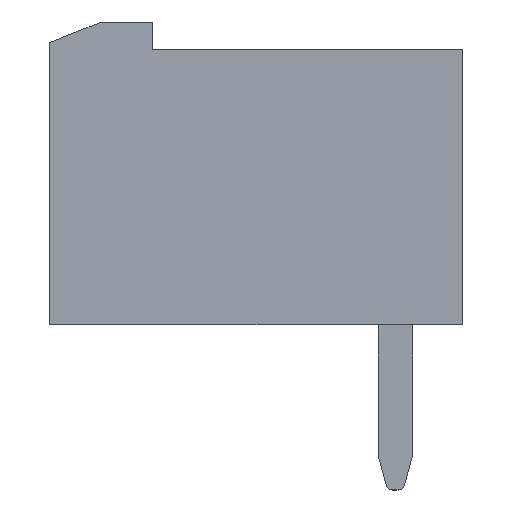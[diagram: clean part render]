
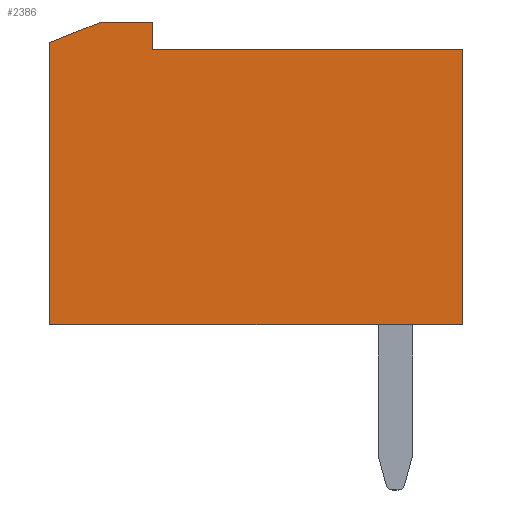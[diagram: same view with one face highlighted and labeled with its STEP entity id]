
A CAD part, left-side view. The second image highlights one B-rep face of the part: STEP entity #2386.
In plain terms, the highlighted planar face has unit normal (-1, 0, 0).
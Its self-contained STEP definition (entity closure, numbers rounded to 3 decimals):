
#146 = ORIENTED_EDGE ( 'NONE', *, *, #1456, .T. ) ;
#347 = DIRECTION ( 'NONE',  ( 0., 1., 0. ) ) ;
#365 = CARTESIAN_POINT ( 'NONE',  ( -0.705, 0., 0. ) ) ;
#671 = DIRECTION ( 'NONE',  ( 0., 0., -1. ) ) ;
#675 = VERTEX_POINT ( 'NONE', #8214 ) ;
#696 = ORIENTED_EDGE ( 'NONE', *, *, #3584, .T. ) ;
#725 = CARTESIAN_POINT ( 'NONE',  ( -0.705, 12., 0.2 ) ) ;
#1182 = VERTEX_POINT ( 'NONE', #5029 ) ;
#1208 = VECTOR ( 'NONE', #2530, 1000. ) ;
#1231 = LINE ( 'NONE', #2134, #1208 ) ;
#1419 = CARTESIAN_POINT ( 'NONE',  ( -0.705, 9.01, 0.8 ) ) ;
#1428 = ORIENTED_EDGE ( 'NONE', *, *, #1898, .T. ) ;
#1456 = EDGE_CURVE ( 'NONE', #2854, #4815, #5614, .T. ) ;
#1493 = VERTEX_POINT ( 'NONE', #2362 ) ;
#1612 = ORIENTED_EDGE ( 'NONE', *, *, #2267, .T. ) ;
#1700 = VECTOR ( 'NONE', #6040, 1000. ) ;
#1724 = LINE ( 'NONE', #6071, #1700 ) ;
#1752 = DIRECTION ( 'NONE',  ( 0., 0.928, -0.371 ) ) ;
#1898 = EDGE_CURVE ( 'NONE', #6184, #675, #4971, .T. ) ;
#2134 = CARTESIAN_POINT ( 'NONE',  ( -0.705, 9.01, 0. ) ) ;
#2176 = VECTOR ( 'NONE', #347, 1000. ) ;
#2184 = LINE ( 'NONE', #365, #2176 ) ;
#2267 = EDGE_CURVE ( 'NONE', #4815, #3074, #4326, .T. ) ;
#2321 = ORIENTED_EDGE ( 'NONE', *, *, #4036, .T. ) ;
#2362 = CARTESIAN_POINT ( 'NONE',  ( -0.705, 9.01, 0. ) ) ;
#2386 = ADVANCED_FACE ( 'NONE', ( #4039 ), #6933, .T. ) ;
#2490 = DIRECTION ( 'NONE',  ( 0., 1., 0. ) ) ;
#2499 = CARTESIAN_POINT ( 'NONE',  ( -0.705, 9.01, 0.8 ) ) ;
#2530 = DIRECTION ( 'NONE',  ( 0., 0., 1. ) ) ;
#2837 = EDGE_LOOP ( 'NONE', ( #5470, #1428, #2321, #696, #3733, #146, #1612 ) ) ;
#2854 = VERTEX_POINT ( 'NONE', #1419 ) ;
#3074 = VERTEX_POINT ( 'NONE', #6282 ) ;
#3114 = CARTESIAN_POINT ( 'NONE',  ( -0.705, 12., -8. ) ) ;
#3122 = DIRECTION ( 'NONE',  ( 0., -1., 0. ) ) ;
#3584 = EDGE_CURVE ( 'NONE', #1182, #1493, #2184, .T. ) ;
#3733 = ORIENTED_EDGE ( 'NONE', *, *, #4511, .T. ) ;
#4036 = EDGE_CURVE ( 'NONE', #675, #1182, #1724, .T. ) ;
#4039 = FACE_OUTER_BOUND ( 'NONE', #2837, .T. ) ;
#4040 = CARTESIAN_POINT ( 'NONE',  ( -0.705, 12., -8. ) ) ;
#4312 = VECTOR ( 'NONE', #1752, 1000. ) ;
#4326 = LINE ( 'NONE', #5564, #4312 ) ;
#4482 = VECTOR ( 'NONE', #671, 1000. ) ;
#4490 = LINE ( 'NONE', #725, #4482 ) ;
#4511 = EDGE_CURVE ( 'NONE', #1493, #2854, #1231, .T. ) ;
#4815 = VERTEX_POINT ( 'NONE', #8349 ) ;
#4971 = LINE ( 'NONE', #3114, #5054 ) ;
#5029 = CARTESIAN_POINT ( 'NONE',  ( -0.705, 0., 0. ) ) ;
#5054 = VECTOR ( 'NONE', #3122, 1000. ) ;
#5470 = ORIENTED_EDGE ( 'NONE', *, *, #6927, .T. ) ;
#5564 = CARTESIAN_POINT ( 'NONE',  ( -0.705, 10.5, 0.8 ) ) ;
#5614 = LINE ( 'NONE', #2499, #5667 ) ;
#5667 = VECTOR ( 'NONE', #2490, 1000. ) ;
#6040 = DIRECTION ( 'NONE',  ( 0., 0., 1. ) ) ;
#6071 = CARTESIAN_POINT ( 'NONE',  ( -0.705, 0., -8. ) ) ;
#6184 = VERTEX_POINT ( 'NONE', #4040 ) ;
#6282 = CARTESIAN_POINT ( 'NONE',  ( -0.705, 12., 0.2 ) ) ;
#6927 = EDGE_CURVE ( 'NONE', #3074, #6184, #4490, .T. ) ;
#6933 = PLANE ( 'NONE',  #8229 ) ;
#7271 = DIRECTION ( 'NONE',  ( -1., 0., 0. ) ) ;
#7291 = DIRECTION ( 'NONE',  ( 0., 0., 1. ) ) ;
#7688 = CARTESIAN_POINT ( 'NONE',  ( -0.705, 0., 0. ) ) ;
#8214 = CARTESIAN_POINT ( 'NONE',  ( -0.705, 0., -8. ) ) ;
#8229 = AXIS2_PLACEMENT_3D ( 'NONE', #7688, #7271, #7291 ) ;
#8349 = CARTESIAN_POINT ( 'NONE',  ( -0.705, 10.5, 0.8 ) ) ;
